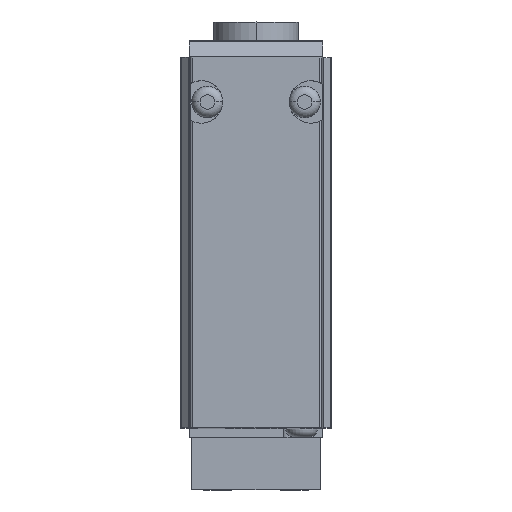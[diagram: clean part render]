
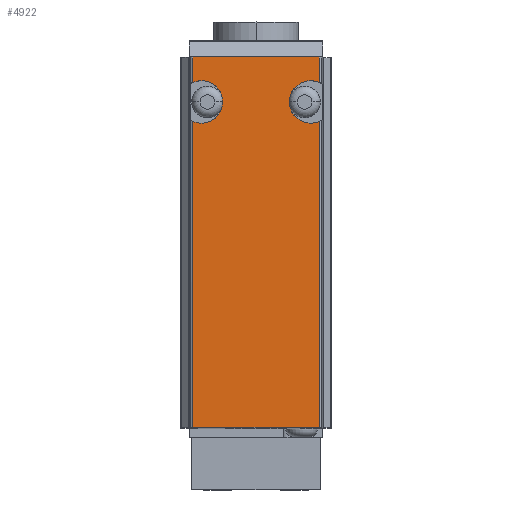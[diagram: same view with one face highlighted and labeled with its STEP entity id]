
A CAD part, top view. The second image highlights one B-rep face of the part: STEP entity #4922.
In plain terms, the highlighted planar face has unit normal (0, 0, 1).
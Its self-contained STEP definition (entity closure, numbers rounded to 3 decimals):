
#37 = CIRCLE ( 'NONE', #5236, 1.75 ) ;
#55 = EDGE_LOOP ( 'NONE', ( #972, #317, #6809, #8150, #5035, #8940, #1207, #5879, #6500 ) ) ;
#123 = DIRECTION ( 'NONE',  ( -1., 0., 0. ) ) ;
#214 = LINE ( 'NONE', #971, #3290 ) ;
#246 = CARTESIAN_POINT ( 'NONE',  ( 2.75, 27.5, 102.8 ) ) ;
#252 = DIRECTION ( 'NONE',  ( 0., 1., 0. ) ) ;
#317 = ORIENTED_EDGE ( 'NONE', *, *, #8346, .F. ) ;
#569 = DIRECTION ( 'NONE',  ( 0., 1., 0. ) ) ;
#577 = VERTEX_POINT ( 'NONE', #2144 ) ;
#971 = CARTESIAN_POINT ( 'NONE',  ( 5.5, 0.7, 102.8 ) ) ;
#972 = ORIENTED_EDGE ( 'NONE', *, *, #7268, .F. ) ;
#1169 = EDGE_CURVE ( 'NONE', #7560, #5172, #37, .T. ) ;
#1207 = ORIENTED_EDGE ( 'NONE', *, *, #2647, .F. ) ;
#1436 = CARTESIAN_POINT ( 'NONE',  ( -4.5, 27.5, 102.8 ) ) ;
#1493 = LINE ( 'NONE', #7916, #2995 ) ;
#1543 = DIRECTION ( 'NONE',  ( 0., -1., 0. ) ) ;
#1890 = VERTEX_POINT ( 'NONE', #2963 ) ;
#1932 = PLANE ( 'NONE',  #7583 ) ;
#1944 = CARTESIAN_POINT ( 'NONE',  ( -5.22, 0.7, 102.8 ) ) ;
#2105 = VERTEX_POINT ( 'NONE', #7014 ) ;
#2144 = CARTESIAN_POINT ( 'NONE',  ( -5.22, 31.2, 102.8 ) ) ;
#2215 = DIRECTION ( 'NONE',  ( 0., 0., 1. ) ) ;
#2468 = CARTESIAN_POINT ( 'NONE',  ( 5.5, 31.2, 102.8 ) ) ;
#2577 = EDGE_CURVE ( 'NONE', #4417, #6119, #1493, .T. ) ;
#2646 = LINE ( 'NONE', #2697, #7286 ) ;
#2647 = EDGE_CURVE ( 'NONE', #2105, #7560, #3066, .T. ) ;
#2697 = CARTESIAN_POINT ( 'NONE',  ( -5.22, 31.2, 102.8 ) ) ;
#2765 = EDGE_CURVE ( 'Edge12', #2105, #577, #3920, .T. ) ;
#2963 = CARTESIAN_POINT ( 'NONE',  ( -5.22, 25.905, 102.8 ) ) ;
#2995 = VECTOR ( 'NONE', #1543, 1000. ) ;
#3066 = LINE ( 'NONE', #5074, #6483 ) ;
#3086 = CARTESIAN_POINT ( 'NONE',  ( -5.22, 29.095, 102.8 ) ) ;
#3290 = VECTOR ( 'NONE', #6638, 1000. ) ;
#3294 = VERTEX_POINT ( 'NONE', #1944 ) ;
#3447 = VECTOR ( 'NONE', #252, 1000. ) ;
#3513 = CARTESIAN_POINT ( 'NONE',  ( 5.222, 29.094, 102.8 ) ) ;
#3573 = AXIS2_PLACEMENT_3D ( 'NONE', #7106, #8508, #123 ) ;
#3920 = LINE ( 'NONE', #2468, #4395 ) ;
#4034 = CIRCLE ( 'NONE', #6098, 1.75 ) ;
#4169 = FACE_OUTER_BOUND ( 'NONE', #55, .T. ) ;
#4395 = VECTOR ( 'NONE', #6841, 1000. ) ;
#4417 = VERTEX_POINT ( 'NONE', #6275 ) ;
#4776 = CARTESIAN_POINT ( 'NONE',  ( -5.22, 31.2, 102.8 ) ) ;
#4922 = ADVANCED_FACE ( 'Face6', ( #4169 ), #1932, .F. ) ;
#5035 = ORIENTED_EDGE ( 'NONE', *, *, #7230, .F. ) ;
#5060 = DIRECTION ( 'NONE',  ( -1., 0., 0. ) ) ;
#5074 = CARTESIAN_POINT ( 'NONE',  ( 5.222, 31.2, 102.8 ) ) ;
#5172 = VERTEX_POINT ( 'NONE', #246 ) ;
#5236 = AXIS2_PLACEMENT_3D ( 'NONE', #8881, #8180, #5852 ) ;
#5352 = CIRCLE ( 'NONE', #3573, 1.75 ) ;
#5852 = DIRECTION ( 'NONE',  ( -1., 0., 0. ) ) ;
#5879 = ORIENTED_EDGE ( 'NONE', *, *, #2765, .T. ) ;
#6098 = AXIS2_PLACEMENT_3D ( 'NONE', #1436, #2215, #5060 ) ;
#6119 = VERTEX_POINT ( 'NONE', #8361 ) ;
#6275 = CARTESIAN_POINT ( 'NONE',  ( 5.222, 25.906, 102.8 ) ) ;
#6313 = DIRECTION ( 'NONE',  ( 0., 0., -1. ) ) ;
#6483 = VECTOR ( 'NONE', #8558, 1000. ) ;
#6500 = ORIENTED_EDGE ( 'NONE', *, *, #7045, .F. ) ;
#6638 = DIRECTION ( 'NONE',  ( 1., 0., 0. ) ) ;
#6809 = ORIENTED_EDGE ( 'NONE', *, *, #7720, .T. ) ;
#6841 = DIRECTION ( 'NONE',  ( -1., 0., 0. ) ) ;
#7014 = CARTESIAN_POINT ( 'NONE',  ( 5.222, 31.2, 102.8 ) ) ;
#7045 = EDGE_CURVE ( 'NONE', #8352, #577, #2646, .T. ) ;
#7106 = CARTESIAN_POINT ( 'NONE',  ( 4.5, 27.5, 102.8 ) ) ;
#7230 = EDGE_CURVE ( 'NONE', #5172, #4417, #5352, .T. ) ;
#7268 = EDGE_CURVE ( 'NONE', #1890, #8352, #4034, .T. ) ;
#7286 = VECTOR ( 'NONE', #569, 1000. ) ;
#7560 = VERTEX_POINT ( 'NONE', #3513 ) ;
#7583 = AXIS2_PLACEMENT_3D ( 'NONE', #4776, #6313, #8356 ) ;
#7720 = EDGE_CURVE ( 'Edge7', #3294, #6119, #214, .T. ) ;
#7916 = CARTESIAN_POINT ( 'NONE',  ( 5.222, 31.2, 102.8 ) ) ;
#8024 = CARTESIAN_POINT ( 'NONE',  ( -5.22, 31.2, 102.8 ) ) ;
#8150 = ORIENTED_EDGE ( 'NONE', *, *, #2577, .F. ) ;
#8180 = DIRECTION ( 'NONE',  ( 0., 0., 1. ) ) ;
#8346 = EDGE_CURVE ( 'NONE', #3294, #1890, #8766, .T. ) ;
#8352 = VERTEX_POINT ( 'NONE', #3086 ) ;
#8356 = DIRECTION ( 'NONE',  ( -1., 0., 0. ) ) ;
#8361 = CARTESIAN_POINT ( 'NONE',  ( 5.222, 0.7, 102.8 ) ) ;
#8508 = DIRECTION ( 'NONE',  ( 0., 0., 1. ) ) ;
#8558 = DIRECTION ( 'NONE',  ( 0., -1., 0. ) ) ;
#8766 = LINE ( 'NONE', #8024, #3447 ) ;
#8881 = CARTESIAN_POINT ( 'NONE',  ( 4.5, 27.5, 102.8 ) ) ;
#8940 = ORIENTED_EDGE ( 'NONE', *, *, #1169, .F. ) ;
